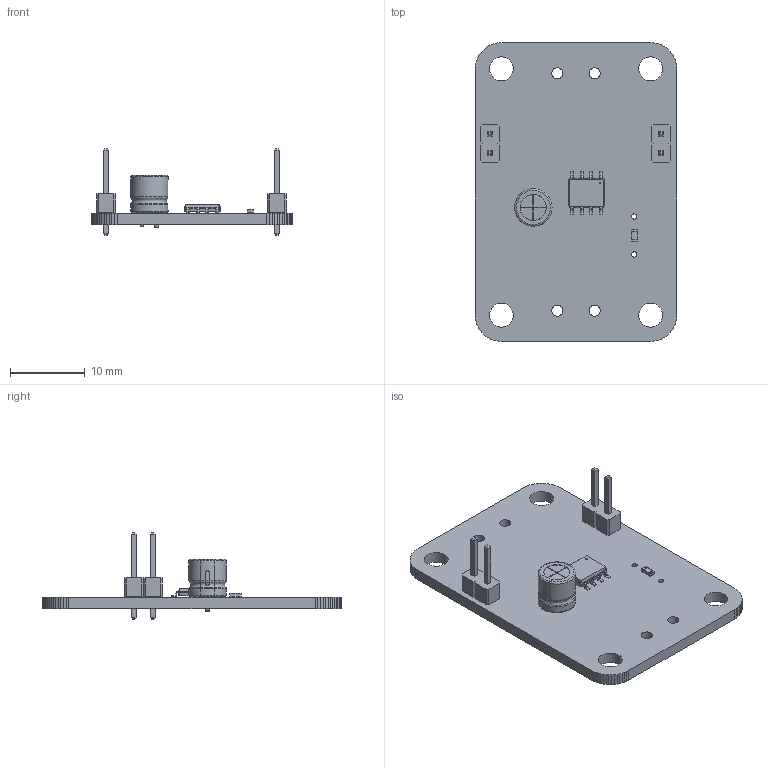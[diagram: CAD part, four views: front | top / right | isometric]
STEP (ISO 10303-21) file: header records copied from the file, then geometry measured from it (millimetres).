
FILE_DESCRIPTION(('KiCad electronic assembly'),'2;1');
FILE_NAME('DRV8870-breakout-board.step','2023-07-04T15:15:39',('Pcbnew') ,('Kicad'),'Open CASCADE STEP processor 7.6','KiCad to STEP converter' ,'Unknown');
FILE_SCHEMA(('AUTOMOTIVE_DESIGN { 1 0 10303 214 1 1 1 1 }'));
Length unit declared in the file: millimetre
Products named in the file (10): DRV8870-breakout-board 1; CP_Radial_D5.0mm_P2.00mm; SOLID; PinHeader_1x02_P2.54mm_Vertical; R_0603_1608Metric; Texas_HTSOP-8-1EP_3.9x4.9mm_P1.27mm_EP2.85x4.9mm_Mask2.4x3.1mm_
ThermalVias; PCB
Assembly tree (10 placements, depth 3):
  DRV8870-breakout-board 1
    CP_Radial_D5.0mm_P2.00mm
      SOLID
    PinHeader_1x02_P2.54mm_Vertical  x2
      SOLID
    R_0603_1608Metric
      SOLID
    Texas_HTSOP-8-1EP_3.9x4.9mm_P1.27mm_EP2.85x4.9mm_Mask2.4x3.1mm_
ThermalVias
      SOLID
    PCB
Bounding box: 27 x 40 x 11.54 mm (x, y, z)
Volume: 1809.8 mm3; surface area: 2822.5 mm2
Topology: 6 solids, 7 shells, 423 faces, 1088 edges, 690 vertices
Faces by surface type: plane 302, cylinder 76, bspline 38, revolution 5, torus 2
Full cylindrical faces by diameter (mm): 0.2 x1, 0.33 x6, 0.5 x2, 0.7 x2, 0.8 x2, 1 x4, 1.5 x4, 3.2 x4
Entity records: 27410 total; most frequent: CARTESIAN_POINT 5995, DIRECTION 3511, LINE 2416, VECTOR 2416, ORIENTED_EDGE 1932, PCURVE 1932, DEFINITIONAL_REPRESENTATION 1932, EDGE_CURVE 966
